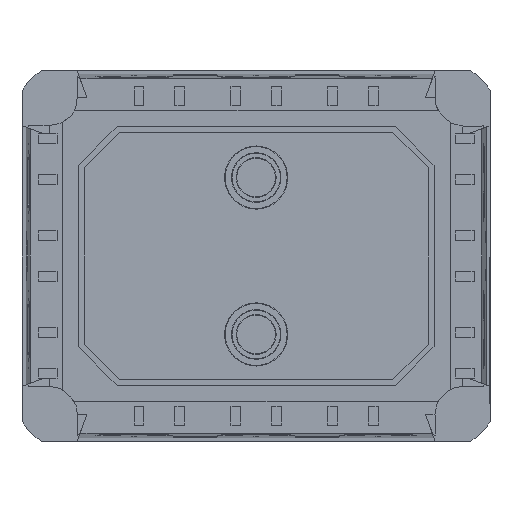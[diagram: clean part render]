
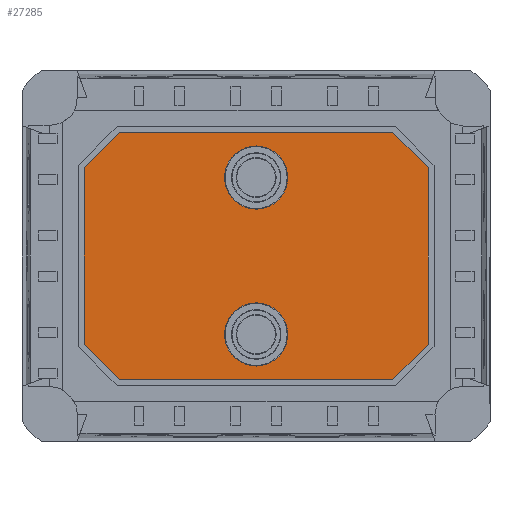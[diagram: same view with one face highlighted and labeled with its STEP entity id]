
A CAD part, front view. The second image highlights one B-rep face of the part: STEP entity #27285.
In plain terms, the highlighted planar face has unit normal (0, -1, 0).
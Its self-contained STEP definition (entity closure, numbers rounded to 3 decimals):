
#314 = DIRECTION ( 'NONE',  ( 0., 0., -1. ) ) ;
#326 = ORIENTED_EDGE ( 'NONE', *, *, #2245, .F. ) ;
#564 = CIRCLE ( 'NONE', #5883, 16.29 ) ;
#915 = CARTESIAN_POINT ( 'NONE',  ( -67.179, 1., 67.179 ) ) ;
#1088 = ORIENTED_EDGE ( 'NONE', *, *, #11227, .F. ) ;
#1387 = ORIENTED_EDGE ( 'NONE', *, *, #21033, .F. ) ;
#1904 = EDGE_CURVE ( 'NONE', #12439, #23337, #8818, .T. ) ;
#2245 = EDGE_CURVE ( 'NONE', #19972, #15491, #3486, .T. ) ;
#2821 = CARTESIAN_POINT ( 'NONE',  ( 0., 1., 40.5 ) ) ;
#2950 = VECTOR ( 'NONE', #19167, 1000. ) ;
#3093 = VECTOR ( 'NONE', #21914, 1000. ) ;
#3460 = AXIS2_PLACEMENT_3D ( 'NONE', #15701, #27526, #20838 ) ;
#3486 = LINE ( 'NONE', #915, #7454 ) ;
#3866 = LINE ( 'NONE', #21587, #4917 ) ;
#3981 = DIRECTION ( 'NONE',  ( -1., 0., 0. ) ) ;
#4181 = CARTESIAN_POINT ( 'NONE',  ( 0., 1., 56.79 ) ) ;
#4538 = VECTOR ( 'NONE', #3981, 1000. ) ;
#4776 = ORIENTED_EDGE ( 'NONE', *, *, #27589, .F. ) ;
#4917 = VECTOR ( 'NONE', #29154, 1000. ) ;
#4932 = DIRECTION ( 'NONE',  ( 0., 0., -1. ) ) ;
#5133 = CARTESIAN_POINT ( 'NONE',  ( -88.8, 1., 45.557 ) ) ;
#5180 = CARTESIAN_POINT ( 'NONE',  ( 0., 1., 24.21 ) ) ;
#5883 = AXIS2_PLACEMENT_3D ( 'NONE', #13906, #21177, #314 ) ;
#6495 = DIRECTION ( 'NONE',  ( 0., -1., 0. ) ) ;
#7431 = VECTOR ( 'NONE', #29246, 1000. ) ;
#7454 = VECTOR ( 'NONE', #19370, 1000. ) ;
#8334 = VECTOR ( 'NONE', #15324, 1000. ) ;
#8670 = LINE ( 'NONE', #24554, #4538 ) ;
#8818 = LINE ( 'NONE', #22723, #7431 ) ;
#8920 = FACE_BOUND ( 'NONE', #15337, .T. ) ;
#9034 = VERTEX_POINT ( 'NONE', #10220 ) ;
#9160 = ORIENTED_EDGE ( 'NONE', *, *, #26313, .F. ) ;
#9374 = DIRECTION ( 'NONE',  ( 0., 0., -1. ) ) ;
#9567 = VERTEX_POINT ( 'NONE', #26686 ) ;
#9885 = VERTEX_POINT ( 'NONE', #23217 ) ;
#10074 = CIRCLE ( 'NONE', #10547, 16.29 ) ;
#10220 = CARTESIAN_POINT ( 'NONE',  ( 0., 1., -24.21 ) ) ;
#10547 = AXIS2_PLACEMENT_3D ( 'NONE', #21018, #23133, #9374 ) ;
#10627 = CARTESIAN_POINT ( 'NONE',  ( 88.8, 1., 45.557 ) ) ;
#10779 = EDGE_CURVE ( 'NONE', #26530, #9567, #3866, .T. ) ;
#11227 = EDGE_CURVE ( 'NONE', #25193, #19972, #26086, .T. ) ;
#11324 = DIRECTION ( 'NONE',  ( 0., 0., -1. ) ) ;
#11419 = EDGE_LOOP ( 'NONE', ( #27603, #16547 ) ) ;
#11434 = EDGE_CURVE ( 'NONE', #9885, #9034, #10074, .T. ) ;
#12439 = VERTEX_POINT ( 'NONE', #27251 ) ;
#12706 = CARTESIAN_POINT ( 'NONE',  ( 88.8, 1., -45.557 ) ) ;
#13106 = ORIENTED_EDGE ( 'NONE', *, *, #1904, .F. ) ;
#13587 = PLANE ( 'NONE',  #26691 ) ;
#13906 = CARTESIAN_POINT ( 'NONE',  ( 0., 1., -40.5 ) ) ;
#14413 = CARTESIAN_POINT ( 'NONE',  ( -88.8, 1., -45.557 ) ) ;
#15324 = DIRECTION ( 'NONE',  ( -0.707, 0., 0.707 ) ) ;
#15337 = EDGE_LOOP ( 'NONE', ( #21054, #9160 ) ) ;
#15491 = VERTEX_POINT ( 'NONE', #15894 ) ;
#15552 = FACE_BOUND ( 'NONE', #11419, .T. ) ;
#15701 = CARTESIAN_POINT ( 'NONE',  ( 0., 1., 40.5 ) ) ;
#15894 = CARTESIAN_POINT ( 'NONE',  ( -70.557, 1., 63.8 ) ) ;
#16055 = EDGE_LOOP ( 'NONE', ( #326, #1088, #4776, #1387, #22701, #27570, #13106, #23933 ) ) ;
#16517 = CIRCLE ( 'NONE', #3460, 16.29 ) ;
#16547 = ORIENTED_EDGE ( 'NONE', *, *, #17729, .F. ) ;
#16623 = AXIS2_PLACEMENT_3D ( 'NONE', #2821, #25666, #4932 ) ;
#17054 = CARTESIAN_POINT ( 'NONE',  ( -67.179, 1., -67.179 ) ) ;
#17729 = EDGE_CURVE ( 'NONE', #23731, #24517, #16517, .T. ) ;
#18143 = FACE_OUTER_BOUND ( 'NONE', #16055, .T. ) ;
#18863 = CARTESIAN_POINT ( 'NONE',  ( 88.8, 1., 0. ) ) ;
#19167 = DIRECTION ( 'NONE',  ( 0., 0., -1. ) ) ;
#19370 = DIRECTION ( 'NONE',  ( 0.707, 0., 0.707 ) ) ;
#19972 = VERTEX_POINT ( 'NONE', #5133 ) ;
#20838 = DIRECTION ( 'NONE',  ( 0., 0., -1. ) ) ;
#21018 = CARTESIAN_POINT ( 'NONE',  ( 0., 1., -40.5 ) ) ;
#21033 = EDGE_CURVE ( 'NONE', #9567, #21381, #8670, .T. ) ;
#21054 = ORIENTED_EDGE ( 'NONE', *, *, #11434, .F. ) ;
#21177 = DIRECTION ( 'NONE',  ( 0., -1., 0. ) ) ;
#21362 = VECTOR ( 'NONE', #22262, 1000. ) ;
#21381 = VERTEX_POINT ( 'NONE', #24380 ) ;
#21587 = CARTESIAN_POINT ( 'NONE',  ( 67.179, 1., -67.179 ) ) ;
#21914 = DIRECTION ( 'NONE',  ( 1., 0., 0. ) ) ;
#22152 = LINE ( 'NONE', #17054, #8334 ) ;
#22262 = DIRECTION ( 'NONE',  ( 0., 0., 1. ) ) ;
#22420 = CIRCLE ( 'NONE', #16623, 16.29 ) ;
#22701 = ORIENTED_EDGE ( 'NONE', *, *, #10779, .F. ) ;
#22723 = CARTESIAN_POINT ( 'NONE',  ( 67.179, 1., 67.179 ) ) ;
#23133 = DIRECTION ( 'NONE',  ( 0., -1., 0. ) ) ;
#23217 = CARTESIAN_POINT ( 'NONE',  ( 0., 1., -56.79 ) ) ;
#23337 = VERTEX_POINT ( 'NONE', #10627 ) ;
#23526 = EDGE_CURVE ( 'NONE', #23337, #26530, #23994, .T. ) ;
#23731 = VERTEX_POINT ( 'NONE', #4181 ) ;
#23859 = CARTESIAN_POINT ( 'NONE',  ( 0., 1., 63.8 ) ) ;
#23933 = ORIENTED_EDGE ( 'NONE', *, *, #29110, .F. ) ;
#23994 = LINE ( 'NONE', #18863, #2950 ) ;
#24380 = CARTESIAN_POINT ( 'NONE',  ( -70.557, 1., -63.8 ) ) ;
#24517 = VERTEX_POINT ( 'NONE', #5180 ) ;
#24554 = CARTESIAN_POINT ( 'NONE',  ( 0., 1., -63.8 ) ) ;
#25193 = VERTEX_POINT ( 'NONE', #14413 ) ;
#25666 = DIRECTION ( 'NONE',  ( 0., -1., 0. ) ) ;
#26086 = LINE ( 'NONE', #26954, #21362 ) ;
#26313 = EDGE_CURVE ( 'NONE', #9034, #9885, #564, .T. ) ;
#26530 = VERTEX_POINT ( 'NONE', #12706 ) ;
#26686 = CARTESIAN_POINT ( 'NONE',  ( 70.557, 1., -63.8 ) ) ;
#26691 = AXIS2_PLACEMENT_3D ( 'NONE', #27388, #6495, #11324 ) ;
#26954 = CARTESIAN_POINT ( 'NONE',  ( -88.8, 1., 0. ) ) ;
#27251 = CARTESIAN_POINT ( 'NONE',  ( 70.557, 1., 63.8 ) ) ;
#27285 = ADVANCED_FACE ( 'NONE', ( #8920, #15552, #18143 ), #13587, .T. ) ;
#27388 = CARTESIAN_POINT ( 'NONE',  ( 0., 1., 0. ) ) ;
#27526 = DIRECTION ( 'NONE',  ( 0., -1., 0. ) ) ;
#27570 = ORIENTED_EDGE ( 'NONE', *, *, #23526, .F. ) ;
#27589 = EDGE_CURVE ( 'NONE', #21381, #25193, #22152, .T. ) ;
#27603 = ORIENTED_EDGE ( 'NONE', *, *, #29490, .F. ) ;
#29018 = LINE ( 'NONE', #23859, #3093 ) ;
#29110 = EDGE_CURVE ( 'NONE', #15491, #12439, #29018, .T. ) ;
#29154 = DIRECTION ( 'NONE',  ( -0.707, 0., -0.707 ) ) ;
#29246 = DIRECTION ( 'NONE',  ( 0.707, 0., -0.707 ) ) ;
#29490 = EDGE_CURVE ( 'NONE', #24517, #23731, #22420, .T. ) ;
